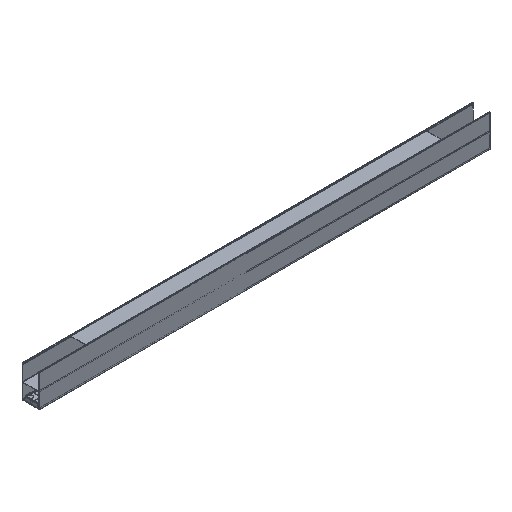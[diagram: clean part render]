
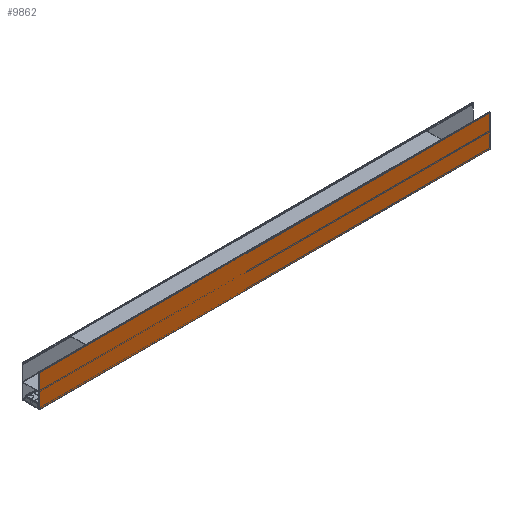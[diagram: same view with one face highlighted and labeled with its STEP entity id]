
A CAD part, isometric view. The second image highlights one B-rep face of the part: STEP entity #9862.
In plain terms, the highlighted planar face has unit normal (0, -1, 0).
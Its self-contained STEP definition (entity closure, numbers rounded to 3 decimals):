
#9862=ADVANCED_FACE('',(#14840),#14028,.F.);
#14028=PLANE('',#61695);
#14840=FACE_OUTER_BOUND('',#18478,.T.);
#18478=EDGE_LOOP('',(#23544,#23545,#23546,#23547));
#23544=ORIENTED_EDGE('',*,*,#45752,.T.);
#23545=ORIENTED_EDGE('',*,*,#45753,.F.);
#23546=ORIENTED_EDGE('',*,*,#45754,.F.);
#23547=ORIENTED_EDGE('',*,*,#45755,.T.);
#40684=VERTEX_POINT('',#83759);
#40685=VERTEX_POINT('',#83760);
#40686=VERTEX_POINT('',#83762);
#40687=VERTEX_POINT('',#83764);
#45752=EDGE_CURVE('',#40684,#40685,#54322,.T.);
#45753=EDGE_CURVE('',#40686,#40685,#54323,.T.);
#45754=EDGE_CURVE('',#40687,#40686,#54324,.T.);
#45755=EDGE_CURVE('',#40687,#40684,#54325,.T.);
#54322=LINE('',#83758,#58008);
#54323=LINE('',#83761,#58009);
#54324=LINE('',#83763,#58010);
#54325=LINE('',#83765,#58011);
#58008=VECTOR('',#67819,1.);
#58009=VECTOR('',#67820,1.);
#58010=VECTOR('',#67821,1.);
#58011=VECTOR('',#67822,1.);
#61695=AXIS2_PLACEMENT_3D('',#83766,#67823,#67824);
#67819=DIRECTION('',(0.,0.,1.));
#67820=DIRECTION('',(1.,0.,0.));
#67821=DIRECTION('',(0.,0.,1.));
#67822=DIRECTION('',(1.,0.,0.));
#67823=DIRECTION('',(0.,1.,0.));
#67824=DIRECTION('',(0.,0.,1.));
#83758=CARTESIAN_POINT('',(592.,-22.5,-40.));
#83759=CARTESIAN_POINT('',(592.,-22.5,-40.));
#83760=CARTESIAN_POINT('',(592.,-22.5,44.6));
#83761=CARTESIAN_POINT('',(-592.,-22.5,44.6));
#83762=CARTESIAN_POINT('',(-592.,-22.5,44.6));
#83763=CARTESIAN_POINT('',(-592.,-22.5,-40.));
#83764=CARTESIAN_POINT('',(-592.,-22.5,-40.));
#83765=CARTESIAN_POINT('',(-592.,-22.5,-40.));
#83766=CARTESIAN_POINT('',(-592.,-22.5,-40.));
